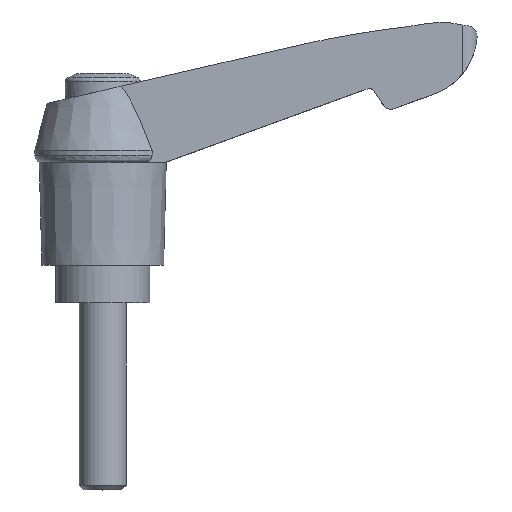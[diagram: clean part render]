
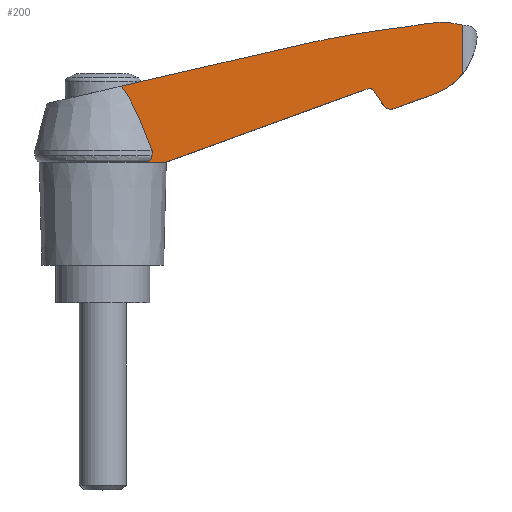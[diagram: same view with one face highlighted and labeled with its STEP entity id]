
A CAD part, top view. The second image highlights one B-rep face of the part: STEP entity #200.
In plain terms, the highlighted planar face has unit normal (0.035, 0, 0.999).
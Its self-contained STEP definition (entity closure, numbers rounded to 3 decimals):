
#200 = ADVANCED_FACE( '', ( #439 ), #440, .F. );
#439 = FACE_OUTER_BOUND( '', #710, .T. );
#440 = PLANE( '', #711 );
#710 = EDGE_LOOP( '', ( #1229, #1230, #1231, #1232, #1233, #1234, #1235, #1236, #1237, #1238, #1239, #1240, #1241, #1242, #1243 ) );
#711 = AXIS2_PLACEMENT_3D( '', #1244, #1245, #1246 );
#1229 = ORIENTED_EDGE( '', *, *, #1628, .F. );
#1230 = ORIENTED_EDGE( '', *, *, #1801, .T. );
#1231 = ORIENTED_EDGE( '', *, *, #1802, .F. );
#1232 = ORIENTED_EDGE( '', *, *, #1674, .F. );
#1233 = ORIENTED_EDGE( '', *, *, #1607, .T. );
#1234 = ORIENTED_EDGE( '', *, *, #1803, .F. );
#1235 = ORIENTED_EDGE( '', *, *, #1804, .F. );
#1236 = ORIENTED_EDGE( '', *, *, #1805, .F. );
#1237 = ORIENTED_EDGE( '', *, *, #1806, .F. );
#1238 = ORIENTED_EDGE( '', *, *, #1709, .F. );
#1239 = ORIENTED_EDGE( '', *, *, #1807, .F. );
#1240 = ORIENTED_EDGE( '', *, *, #1808, .F. );
#1241 = ORIENTED_EDGE( '', *, *, #1809, .F. );
#1242 = ORIENTED_EDGE( '', *, *, #1810, .F. );
#1243 = ORIENTED_EDGE( '', *, *, #1738, .F. );
#1244 = CARTESIAN_POINT( '', ( 0., 35., 5.157 ) );
#1245 = DIRECTION( '', ( -0.035, 0., -0.999 ) );
#1246 = DIRECTION( '', ( -0.999, 0., 0.035 ) );
#1607 = EDGE_CURVE( '', #1917, #1915, #1918, .T. );
#1628 = EDGE_CURVE( '', #1953, #1955, #1956, .T. );
#1674 = EDGE_CURVE( '', #1917, #2027, #2035, .T. );
#1709 = EDGE_CURVE( '', #2088, #2090, #2091, .T. );
#1738 = EDGE_CURVE( '', #1955, #2133, #2136, .T. );
#1801 = EDGE_CURVE( '', #1953, #2050, #2223, .T. );
#1802 = EDGE_CURVE( '', #2027, #2050, #2224, .T. );
#1803 = EDGE_CURVE( '', #2225, #1915, #2226, .T. );
#1804 = EDGE_CURVE( '', #2227, #2225, #2228, .T. );
#1805 = EDGE_CURVE( '', #2229, #2227, #2230, .T. );
#1806 = EDGE_CURVE( '', #2090, #2229, #2231, .T. );
#1807 = EDGE_CURVE( '', #2232, #2088, #2233, .T. );
#1808 = EDGE_CURVE( '', #2234, #2232, #2235, .T. );
#1809 = EDGE_CURVE( '', #2236, #2234, #2237, .T. );
#1810 = EDGE_CURVE( '', #2133, #2236, #2238, .T. );
#1915 = VERTEX_POINT( '', #2367 );
#1917 = VERTEX_POINT( '', #2370 );
#1918 = ELLIPSE( '', #2371, 0.5, 0.5 );
#1953 = VERTEX_POINT( '', #2418 );
#1955 = VERTEX_POINT( '', #2420 );
#1956 = LINE( '', #2421, #2422 );
#2027 = VERTEX_POINT( '', #2560 );
#2035 = LINE( '', #2584, #2585 );
#2050 = VERTEX_POINT( '', #2606 );
#2088 = VERTEX_POINT( '', #2653 );
#2090 = VERTEX_POINT( '', #2658 );
#2091 = LINE( '', #2659, #2660 );
#2133 = VERTEX_POINT( '', #2747 );
#2136 = B_SPLINE_CURVE_WITH_KNOTS( '', 3, ( #2759, #2760, #2761, #2762, #2763, #2764, #2765, #2766, #2767, #2768 ), .UNSPECIFIED., .F., .F., ( 4, 2, 2, 2, 4 ), ( 0., 0.004, 0.006, 0.007, 0.008 ), .UNSPECIFIED. );
#2223 = B_SPLINE_CURVE_WITH_KNOTS( '', 3, ( #2884, #2885, #2886, #2887, #2888, #2889 ), .UNSPECIFIED., .F., .F., ( 4, 2, 4 ), ( 0., 0.001, 0.001 ), .UNSPECIFIED. );
#2224 = LINE( '', #2890, #2891 );
#2225 = VERTEX_POINT( '', #2892 );
#2226 = LINE( '', #2893, #2894 );
#2227 = VERTEX_POINT( '', #2895 );
#2228 = ELLIPSE( '', #2896, 1.001, 1. );
#2229 = VERTEX_POINT( '', #2897 );
#2230 = LINE( '', #2898, #2899 );
#2231 = ELLIPSE( '', #2900, 7.004, 7. );
#2232 = VERTEX_POINT( '', #2901 );
#2233 = ELLIPSE( '', #2902, 31.019, 31. );
#2234 = VERTEX_POINT( '', #2903 );
#2235 = ELLIPSE( '', #2904, 29.818, 29.8 );
#2236 = VERTEX_POINT( '', #2905 );
#2237 = ELLIPSE( '', #2906, 105.065, 105. );
#2238 = LINE( '', #2907, #2908 );
#2367 = CARTESIAN_POINT( '', ( 28.929, 22.687, 4.139 ) );
#2370 = CARTESIAN_POINT( '', ( 28.344, 22.878, 4.16 ) );
#2371 = AXIS2_PLACEMENT_3D( '', #3066, #3067, #3068 );
#2418 = CARTESIAN_POINT( '', ( 5.277, 15.772, 4.971 ) );
#2420 = CARTESIAN_POINT( '', ( 5.277, 16.3, 4.971 ) );
#2421 = CARTESIAN_POINT( '', ( 5.277, 44.198, 4.971 ) );
#2422 = VECTOR( '', #3093, 1000. );
#2560 = CARTESIAN_POINT( '', ( 6.7, 15., 4.921 ) );
#2584 = CARTESIAN_POINT( '', ( 6.628, 14.974, 4.924 ) );
#2585 = VECTOR( '', #3153, 1000. );
#2606 = CARTESIAN_POINT( '', ( 4.596, 15., 4.995 ) );
#2653 = CARTESIAN_POINT( '', ( 38.456, 29.67, 3.804 ) );
#2658 = CARTESIAN_POINT( '', ( 38.456, 24.475, 3.804 ) );
#2659 = CARTESIAN_POINT( '', ( 38.456, 35., 3.804 ) );
#2660 = VECTOR( '', #3199, 1000. );
#2747 = CARTESIAN_POINT( '', ( 2.014, 23.149, 5.086 ) );
#2759 = CARTESIAN_POINT( '', ( 5.277, 16.3, 4.971 ) );
#2760 = CARTESIAN_POINT( '', ( 4.838, 17.49, 4.987 ) );
#2761 = CARTESIAN_POINT( '', ( 4.376, 18.673, 5.003 ) );
#2762 = CARTESIAN_POINT( '', ( 3.6, 20.41, 5.03 ) );
#2763 = CARTESIAN_POINT( '', ( 3.327, 20.983, 5.04 ) );
#2764 = CARTESIAN_POINT( '', ( 2.876, 21.822, 5.056 ) );
#2765 = CARTESIAN_POINT( '', ( 2.72, 22.097, 5.061 ) );
#2766 = CARTESIAN_POINT( '', ( 2.385, 22.636, 5.073 ) );
#2767 = CARTESIAN_POINT( '', ( 2.207, 22.899, 5.079 ) );
#2768 = CARTESIAN_POINT( '', ( 2.014, 23.149, 5.086 ) );
#2884 = CARTESIAN_POINT( '', ( 5.277, 15.772, 4.971 ) );
#2885 = CARTESIAN_POINT( '', ( 5.273, 15.588, 4.971 ) );
#2886 = CARTESIAN_POINT( '', ( 5.185, 15.415, 4.974 ) );
#2887 = CARTESIAN_POINT( '', ( 4.931, 15.154, 4.983 ) );
#2888 = CARTESIAN_POINT( '', ( 4.769, 15.062, 4.989 ) );
#2889 = CARTESIAN_POINT( '', ( 4.596, 15., 4.995 ) );
#2890 = CARTESIAN_POINT( '', ( -0.074, 15., 5.159 ) );
#2891 = VECTOR( '', #3313, 1000. );
#2892 = CARTESIAN_POINT( '', ( 29.977, 21.134, 4.102 ) );
#2893 = CARTESIAN_POINT( '', ( 28.895, 22.738, 4.141 ) );
#2894 = VECTOR( '', #3314, 1000. );
#2895 = CARTESIAN_POINT( '', ( 31.148, 20.754, 4.061 ) );
#2896 = AXIS2_PLACEMENT_3D( '', #3315, #3316, #3317 );
#2897 = CARTESIAN_POINT( '', ( 35.1, 22.192, 3.922 ) );
#2898 = CARTESIAN_POINT( '', ( 31.049, 20.718, 4.065 ) );
#2899 = VECTOR( '', #3318, 1000. );
#2900 = AXIS2_PLACEMENT_3D( '', #3319, #3320, #3321 );
#2901 = CARTESIAN_POINT( '', ( 36.6, 30., 3.87 ) );
#2902 = AXIS2_PLACEMENT_3D( '', #3322, #3323, #3324 );
#2903 = CARTESIAN_POINT( '', ( 32.6, 29.5, 4.01 ) );
#2904 = AXIS2_PLACEMENT_3D( '', #3325, #3326, #3327 );
#2905 = CARTESIAN_POINT( '', ( 21., 27.532, 4.418 ) );
#2906 = AXIS2_PLACEMENT_3D( '', #3328, #3329, #3330 );
#2907 = CARTESIAN_POINT( '', ( 20.906, 27.511, 4.422 ) );
#2908 = VECTOR( '', #3331, 1000. );
#3066 = CARTESIAN_POINT( '', ( 28.515, 22.408, 4.154 ) );
#3067 = DIRECTION( '', ( -0.035, 0., -0.999 ) );
#3068 = DIRECTION( '', ( 0.999, 0., -0.035 ) );
#3093 = DIRECTION( '', ( 0., 1., 0. ) );
#3153 = DIRECTION( '', ( -0.939, -0.342, 0.033 ) );
#3199 = DIRECTION( '', ( 0., -1., 0. ) );
#3313 = DIRECTION( '', ( -0.999, 0., 0.035 ) );
#3314 = DIRECTION( '', ( -0.559, 0.829, 0.02 ) );
#3315 = CARTESIAN_POINT( '', ( 30.806, 21.694, 4.073 ) );
#3316 = DIRECTION( '', ( -0.035, 0., -0.999 ) );
#3317 = DIRECTION( '', ( 0.999, 0., -0.035 ) );
#3318 = DIRECTION( '', ( -0.939, -0.342, 0.033 ) );
#3319 = CARTESIAN_POINT( '', ( 33.01, 28.873, 3.996 ) );
#3320 = DIRECTION( '', ( -0.035, 0., -0.999 ) );
#3321 = DIRECTION( '', ( 0.999, 0., -0.035 ) );
#3322 = CARTESIAN_POINT( '', ( 32.097, -0.671, 4.028 ) );
#3323 = DIRECTION( '', ( -0.035, 0., -0.999 ) );
#3324 = DIRECTION( '', ( 0.999, 0., -0.035 ) );
#3325 = CARTESIAN_POINT( '', ( 38.288, 0.248, 3.81 ) );
#3326 = DIRECTION( '', ( -0.035, 0., -0.999 ) );
#3327 = DIRECTION( '', ( 0.999, 0., -0.035 ) );
#3328 = CARTESIAN_POINT( '', ( 44.332, -74.843, 3.598 ) );
#3329 = DIRECTION( '', ( -0.035, 0., -0.999 ) );
#3330 = DIRECTION( '', ( 0.999, 0., -0.035 ) );
#3331 = DIRECTION( '', ( 0.974, 0.225, -0.034 ) );
